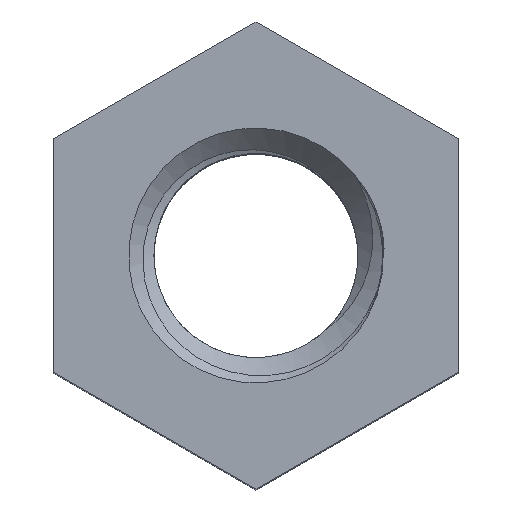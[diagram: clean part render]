
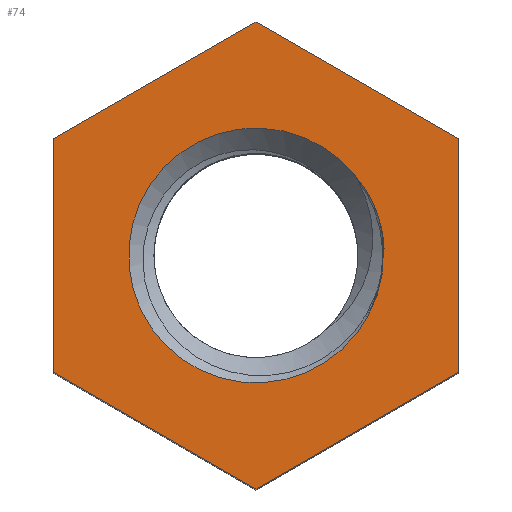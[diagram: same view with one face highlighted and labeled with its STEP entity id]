
A CAD part, top view. The second image highlights one B-rep face of the part: STEP entity #74.
In plain terms, the highlighted planar face has unit normal (0, 0, 1).
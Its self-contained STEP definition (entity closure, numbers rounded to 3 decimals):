
#74=ADVANCED_FACE('',(#338,#340),#342,.T.);
#338=FACE_BOUND('',#339,.T.);
#339=EDGE_LOOP('',(#8239,#8240,#8241,#8242,#8243,#8244));
#340=FACE_BOUND('',#341,.T.);
#341=EDGE_LOOP('',(#8245,#8246));
#342=PLANE('',#343);
#343=AXIS2_PLACEMENT_3D('',#344,#345,#346);
#344=CARTESIAN_POINT('',(0.,0.,6.));
#345=DIRECTION('',(0.,0.,1.));
#346=DIRECTION('',(-1.,0.,0.));
#8239=ORIENTED_EDGE('',*,*,#8401,.T.);
#8240=ORIENTED_EDGE('',*,*,#8402,.T.);
#8241=ORIENTED_EDGE('',*,*,#8403,.T.);
#8242=ORIENTED_EDGE('',*,*,#8404,.T.);
#8243=ORIENTED_EDGE('',*,*,#8405,.T.);
#8244=ORIENTED_EDGE('',*,*,#8406,.T.);
#8245=ORIENTED_EDGE('',*,*,#8407,.T.);
#8246=ORIENTED_EDGE('',*,*,#8391,.T.);
#8391=EDGE_CURVE('',#8475,#8473,#8476,.F.);
#8401=EDGE_CURVE('',#8494,#8495,#8496,.T.);
#8402=EDGE_CURVE('',#8495,#8497,#8498,.T.);
#8403=EDGE_CURVE('',#8497,#8499,#8500,.T.);
#8404=EDGE_CURVE('',#8499,#8501,#8502,.T.);
#8405=EDGE_CURVE('',#8501,#8503,#8504,.T.);
#8406=EDGE_CURVE('',#8503,#8494,#8505,.T.);
#8407=EDGE_CURVE('',#8473,#8475,#8506,.F.);
#8473=VERTEX_POINT('',#8623);
#8475=VERTEX_POINT('',#8639);
#8476=CIRCLE('',#8640,1.26);
#8494=VERTEX_POINT('',#8801);
#8495=VERTEX_POINT('',#8802);
#8496=LINE('',#8803,#8804);
#8497=VERTEX_POINT('',#8806);
#8498=LINE('',#8807,#8808);
#8499=VERTEX_POINT('',#8810);
#8500=LINE('',#8811,#8812);
#8501=VERTEX_POINT('',#8814);
#8502=LINE('',#8815,#8816);
#8503=VERTEX_POINT('',#8818);
#8504=LINE('',#8819,#8820);
#8505=LINE('',#8822,#8823);
#8506=B_SPLINE_CURVE_WITH_KNOTS('',3,
(#8825,#8826,#8827,#8828,#8829,#8830,#8831,#8832,#8833,#8834,#8835,#8836,#8837,#8838,
#8839,#8840,#8841,#8842,#8843,#8844,#8845),
.UNSPECIFIED.,.F.,.F.,
(4,1,1,1,1,1,1,1,1,1,1,1,1,1,1,1,1,1,4),
(0.,0.039,0.068,0.102,0.204,0.207,
0.317,0.352,0.433,0.514,0.553,
0.667,0.684,0.773,0.848,0.859,
0.935,0.963,1.),
.UNSPECIFIED.);
#8623=CARTESIAN_POINT('',(0.985,0.786,6.));
#8639=CARTESIAN_POINT('',(1.26,0.031,6.));
#8640=AXIS2_PLACEMENT_3D('',#8641,#8642,#8643);
#8641=CARTESIAN_POINT('',(0.,0.,6.));
#8642=DIRECTION('',(0.,0.,1.));
#8643=DIRECTION('',(0.781,0.624,0.));
#8801=CARTESIAN_POINT('',(0.,-2.309,6.));
#8802=CARTESIAN_POINT('',(2.,-1.155,6.));
#8803=CARTESIAN_POINT('',(0.,-2.309,6.));
#8804=VECTOR('',#8805,1.);
#8805=DIRECTION('',(0.866,0.5,0.));
#8806=CARTESIAN_POINT('',(2.,1.155,6.));
#8807=CARTESIAN_POINT('',(2.,-1.155,6.));
#8808=VECTOR('',#8809,1.);
#8809=DIRECTION('',(0.,1.,0.));
#8810=CARTESIAN_POINT('',(0.,2.309,6.));
#8811=CARTESIAN_POINT('',(2.,1.155,6.));
#8812=VECTOR('',#8813,1.);
#8813=DIRECTION('',(-0.866,0.5,0.));
#8814=CARTESIAN_POINT('',(-2.,1.155,6.));
#8815=CARTESIAN_POINT('',(0.,2.309,6.));
#8816=VECTOR('',#8817,1.);
#8817=DIRECTION('',(-0.866,-0.5,0.));
#8818=CARTESIAN_POINT('',(-2.,-1.155,6.));
#8819=CARTESIAN_POINT('',(-2.,1.155,6.));
#8820=VECTOR('',#8821,1.);
#8821=DIRECTION('',(0.,-1.,0.));
#8822=CARTESIAN_POINT('',(-2.,-1.155,6.));
#8823=VECTOR('',#8824,1.);
#8824=DIRECTION('',(0.866,-0.5,0.));
#8825=CARTESIAN_POINT('',(1.26,0.031,6.));
#8826=CARTESIAN_POINT('',(1.26,0.041,6.));
#8827=CARTESIAN_POINT('',(1.26,0.06,6.));
#8828=CARTESIAN_POINT('',(1.26,0.088,6.));
#8829=CARTESIAN_POINT('',(1.258,0.133,6.));
#8830=CARTESIAN_POINT('',(1.255,0.171,6.));
#8831=CARTESIAN_POINT('',(1.247,0.23,6.));
#8832=CARTESIAN_POINT('',(1.24,0.27,6.));
#8833=CARTESIAN_POINT('',(1.226,0.33,6.));
#8834=CARTESIAN_POINT('',(1.211,0.382,6.));
#8835=CARTESIAN_POINT('',(1.194,0.434,6.));
#8836=CARTESIAN_POINT('',(1.17,0.494,6.));
#8837=CARTESIAN_POINT('',(1.151,0.536,6.));
#8838=CARTESIAN_POINT('',(1.123,0.59,6.));
#8839=CARTESIAN_POINT('',(1.099,0.633,6.));
#8840=CARTESIAN_POINT('',(1.072,0.674,6.));
#8841=CARTESIAN_POINT('',(1.047,0.71,6.));
#8842=CARTESIAN_POINT('',(1.028,0.735,6.));
#8843=CARTESIAN_POINT('',(1.003,0.765,6.));
#8844=CARTESIAN_POINT('',(0.991,0.779,6.));
#8845=CARTESIAN_POINT('',(0.985,0.786,6.));
